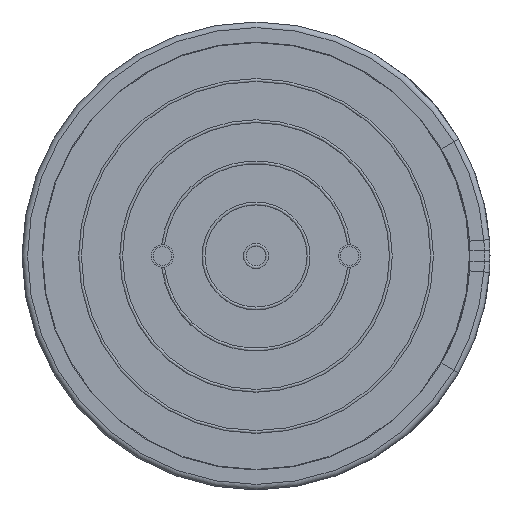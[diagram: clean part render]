
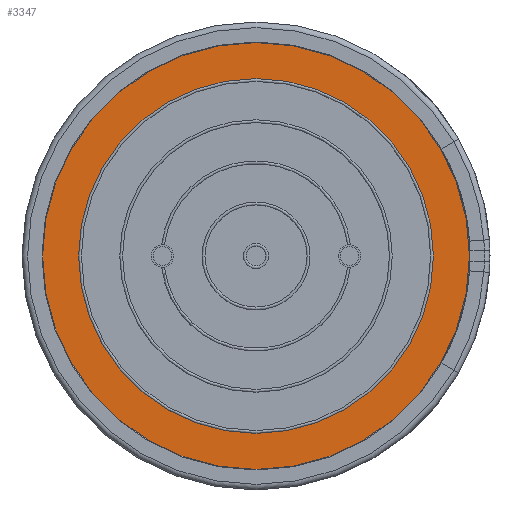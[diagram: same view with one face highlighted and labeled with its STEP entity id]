
A CAD part, front view. The second image highlights one B-rep face of the part: STEP entity #3347.
In plain terms, the highlighted planar face has unit normal (0, -1, 0).
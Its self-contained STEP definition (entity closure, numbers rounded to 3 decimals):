
#48=FACE_BOUND('',#523,.T.);
#241=PLANE('',#3727);
#366=FACE_OUTER_BOUND('',#522,.T.);
#522=EDGE_LOOP('',(#3006,#3007));
#523=EDGE_LOOP('',(#3008,#3009));
#1009=CIRCLE('',#3654,11.4);
#1010=CIRCLE('',#3655,11.4);
#1038=CIRCLE('',#3690,9.475);
#1039=CIRCLE('',#3691,9.475);
#1441=VERTEX_POINT('',#6581);
#1442=VERTEX_POINT('',#6583);
#1465=VERTEX_POINT('',#6649);
#1466=VERTEX_POINT('',#6650);
#1935=EDGE_CURVE('',#1441,#1442,#1009,.T.);
#1936=EDGE_CURVE('',#1442,#1441,#1010,.T.);
#1971=EDGE_CURVE('',#1465,#1466,#1038,.T.);
#1972=EDGE_CURVE('',#1466,#1465,#1039,.T.);
#3006=ORIENTED_EDGE('',*,*,#1936,.F.);
#3007=ORIENTED_EDGE('',*,*,#1935,.F.);
#3008=ORIENTED_EDGE('',*,*,#1971,.T.);
#3009=ORIENTED_EDGE('',*,*,#1972,.T.);
#3347=ADVANCED_FACE('',(#366,#48),#241,.T.);
#3654=AXIS2_PLACEMENT_3D('',#6584,#4424,#4425);
#3655=AXIS2_PLACEMENT_3D('',#6585,#4426,#4427);
#3690=AXIS2_PLACEMENT_3D('',#6651,#4503,#4504);
#3691=AXIS2_PLACEMENT_3D('',#6652,#4505,#4506);
#3727=AXIS2_PLACEMENT_3D('',#6716,#4583,#4584);
#4424=DIRECTION('center_axis',(0.,1.,0.));
#4425=DIRECTION('ref_axis',(1.,0.,0.));
#4426=DIRECTION('center_axis',(0.,1.,0.));
#4427=DIRECTION('ref_axis',(1.,0.,0.));
#4503=DIRECTION('center_axis',(0.,1.,0.));
#4504=DIRECTION('ref_axis',(-1.,0.,0.));
#4505=DIRECTION('center_axis',(0.,1.,0.));
#4506=DIRECTION('ref_axis',(-1.,0.,0.));
#4583=DIRECTION('center_axis',(0.,-1.,0.));
#4584=DIRECTION('ref_axis',(0.,0.,-1.));
#6581=CARTESIAN_POINT('',(-11.4,0.1,0.));
#6583=CARTESIAN_POINT('',(11.4,0.1,0.));
#6584=CARTESIAN_POINT('Origin',(0.,0.1,0.));
#6585=CARTESIAN_POINT('Origin',(0.,0.1,0.));
#6649=CARTESIAN_POINT('',(-9.475,0.1,0.));
#6650=CARTESIAN_POINT('',(9.475,0.1,0.));
#6651=CARTESIAN_POINT('Origin',(0.,0.1,0.));
#6652=CARTESIAN_POINT('Origin',(0.,0.1,0.));
#6716=CARTESIAN_POINT('Origin',(0.,0.1,0.));
